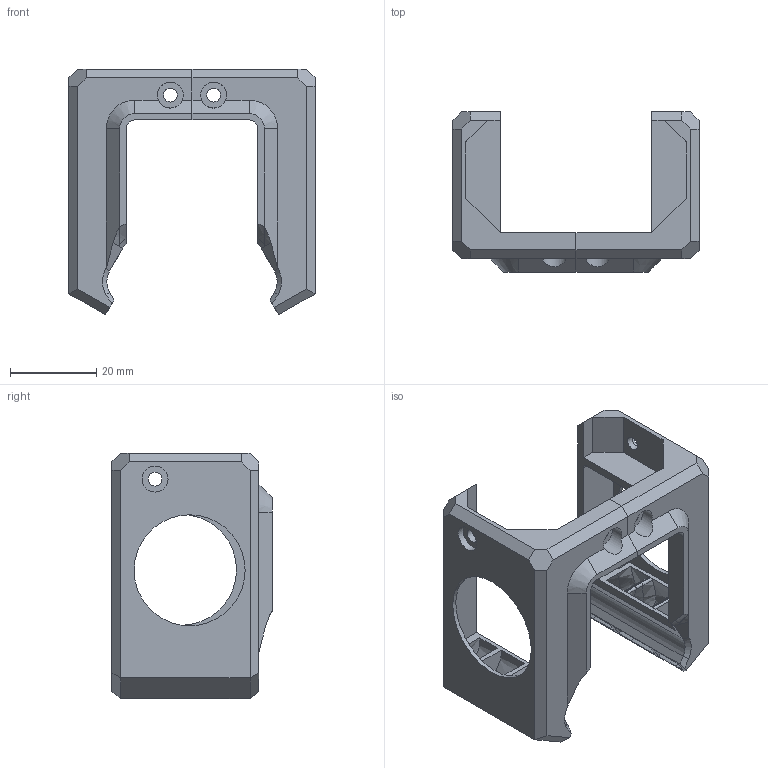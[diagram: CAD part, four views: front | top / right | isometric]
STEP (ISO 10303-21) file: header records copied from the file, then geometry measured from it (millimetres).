
FILE_DESCRIPTION(/* description */ (''),/* implementation_level */ '2;1');
FILE_NAME(/* name */ 'Blowers Dragon.step',/* time_stamp */ '2022-04-25T08:15:47-04:00',/* author */ (''),/* organization */ (''),/* preprocessor_version */ 'ST-DEVELOPER v18.1',/* originating_system */ 'Autodesk Translation Framework v10.14.0.1471',/* authorisation */ '');
FILE_SCHEMA (('AUTOMOTIVE_DESIGN { 1 0 10303 214 3 1 1 }'));
Length unit declared in the file: millimetre
Products named in the file (1): Dragon Blowers Chamfer
Bounding box: 57 x 37.1 x 56.86 mm (x, y, z)
Volume: 16201.8 mm3; surface area: 15524.1 mm2
Topology: 2 solids, 2 shells, 173 faces, 505 edges, 339 vertices
Faces by surface type: plane 98, bspline 38, cylinder 29, cone 8
Full cylindrical faces by diameter (mm): 3.2 x4, 6 x4, 25.7 x2
Entity records: 8604 total; most frequent: CARTESIAN_POINT 4236, ORIENTED_EDGE 1022, DIRECTION 712, EDGE_CURVE 511, VERTEX_POINT 347, LINE 292, VECTOR 292, AXIS2_PLACEMENT_3D 210
